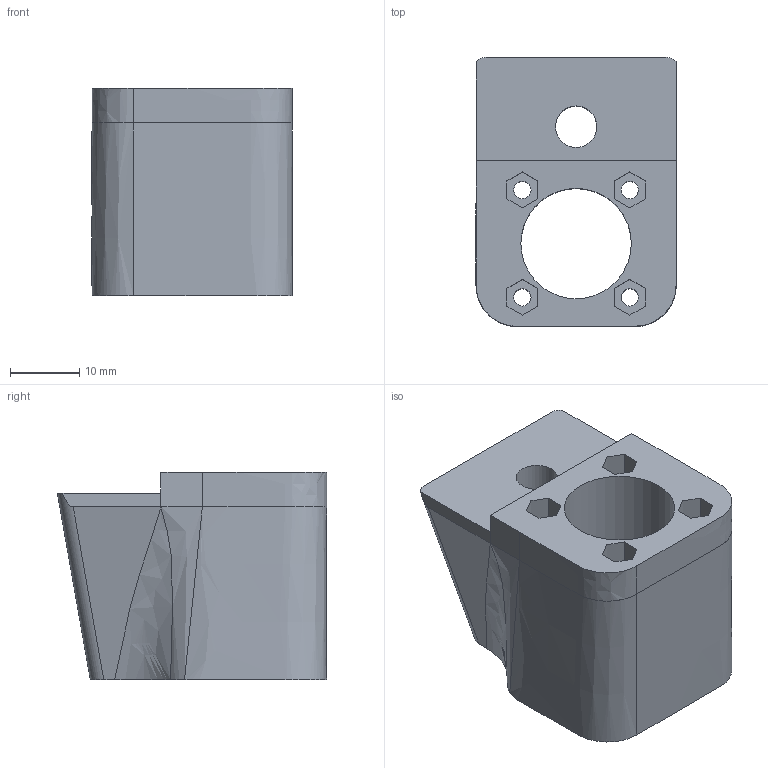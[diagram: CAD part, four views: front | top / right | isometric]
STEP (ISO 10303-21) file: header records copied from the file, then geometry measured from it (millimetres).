
FILE_DESCRIPTION(/* description */ (''),/* implementation_level */ '2;1');
FILE_NAME(/* name */ 'dragon_neck_50mm_v1.step',/* time_stamp */ '2023-01-15T12:00:40-08:00',/* author */ (''),/* organization */ (''),/* preprocessor_version */ 'ST-DEVELOPER v19.2',/* originating_system */ 'Autodesk Translation Framework v11.17.0.187',/* authorisation */ '');
FILE_SCHEMA (('AUTOMOTIVE_DESIGN { 1 0 10303 214 3 1 1 }'));
Length unit declared in the file: millimetre
Products named in the file (1): dragon_neck_50mm
Bounding box: 29.03 x 39 x 30 mm (x, y, z)
Volume: 20463.6 mm3; surface area: 8309 mm2
Topology: 1 solids, 1 shells, 61 faces, 157 edges, 100 vertices
Faces by surface type: plane 45, cylinder 8, bspline 8
Full cylindrical faces by diameter (mm): 2.5 x4, 6 x1, 16 x1
Entity records: 2679 total; most frequent: CARTESIAN_POINT 1199, ORIENTED_EDGE 310, DIRECTION 257, EDGE_CURVE 155, LINE 109, VECTOR 109, VERTEX_POINT 100, EDGE_LOOP 77
